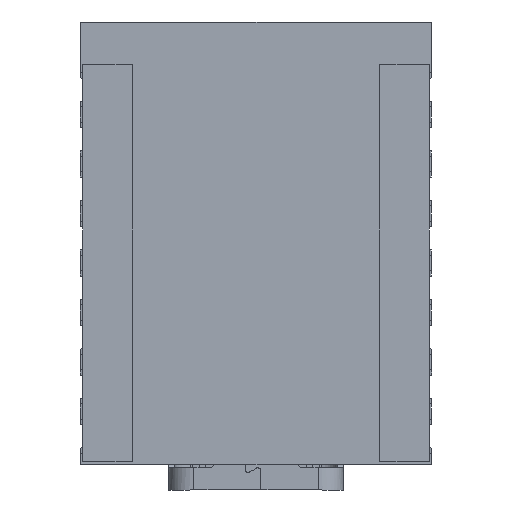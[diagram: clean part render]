
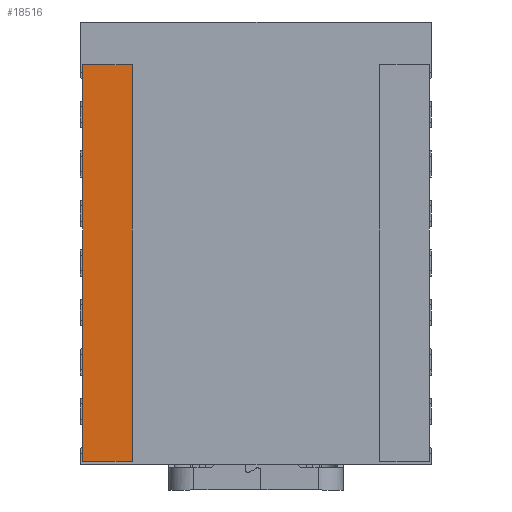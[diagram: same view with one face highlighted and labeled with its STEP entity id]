
A CAD part, front view. The second image highlights one B-rep face of the part: STEP entity #18516.
In plain terms, the highlighted planar face has unit normal (0, -1, 0).
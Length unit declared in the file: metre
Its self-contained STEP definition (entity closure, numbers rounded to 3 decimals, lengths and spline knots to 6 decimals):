
#1245=ORIENTED_EDGE('',*,*,#6771,.T.);
#1246=ORIENTED_EDGE('',*,*,#6775,.T.);
#1247=ORIENTED_EDGE('',*,*,#6778,.F.);
#1248=ORIENTED_EDGE('',*,*,#6780,.F.);
#6771=EDGE_CURVE('',#9542,#9541,#11369,.T.);
#6775=EDGE_CURVE('',#9541,#9544,#11373,.T.);
#6778=EDGE_CURVE('',#9546,#9544,#11376,.T.);
#6780=EDGE_CURVE('',#9542,#9546,#11378,.T.);
#9541=VERTEX_POINT('',#27666);
#9542=VERTEX_POINT('',#27668);
#9544=VERTEX_POINT('',#27674);
#9546=VERTEX_POINT('',#27680);
#11369=LINE('',#27667,#13525);
#11373=LINE('',#27675,#13529);
#11376=LINE('',#27681,#13532);
#11378=LINE('',#27684,#13534);
#13525=VECTOR('',#22302,1.);
#13529=VECTOR('',#22308,1.);
#13532=VECTOR('',#22313,1.);
#13534=VECTOR('',#22317,1.);
#15683=EDGE_LOOP('',(#1245,#1246,#1247,#1248));
#16741=FACE_BOUND('',#15683,.T.);
#17799=PLANE('',#20697);
#18516=ADVANCED_FACE('',(#16741),#17799,.T.);
#20697=AXIS2_PLACEMENT_3D('',#27685,#22318,#22319);
#22302=DIRECTION('',(-1.,0.,0.));
#22308=DIRECTION('',(0.,0.,-1.));
#22313=DIRECTION('',(-1.,0.,0.));
#22317=DIRECTION('',(0.,0.,-1.));
#22318=DIRECTION('',(0.,-1.,0.));
#22319=DIRECTION('',(1.,0.,0.));
#27666=CARTESIAN_POINT('',(-0.00889,-0.002,0.00915));
#27667=CARTESIAN_POINT('',(-0.00762,-0.002,0.00915));
#27668=CARTESIAN_POINT('',(-0.00635,-0.002,0.00915));
#27674=CARTESIAN_POINT('',(-0.00889,-0.002,-0.01117));
#27675=CARTESIAN_POINT('',(-0.00889,-0.002,-0.00101));
#27680=CARTESIAN_POINT('',(-0.00635,-0.002,-0.01117));
#27681=CARTESIAN_POINT('',(-0.00762,-0.002,-0.01117));
#27684=CARTESIAN_POINT('',(-0.00635,-0.002,-0.00101));
#27685=CARTESIAN_POINT('',(0.,-0.002,-0.000001));
